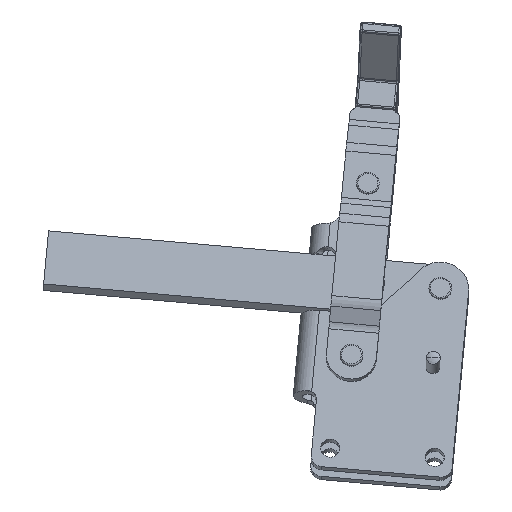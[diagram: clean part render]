
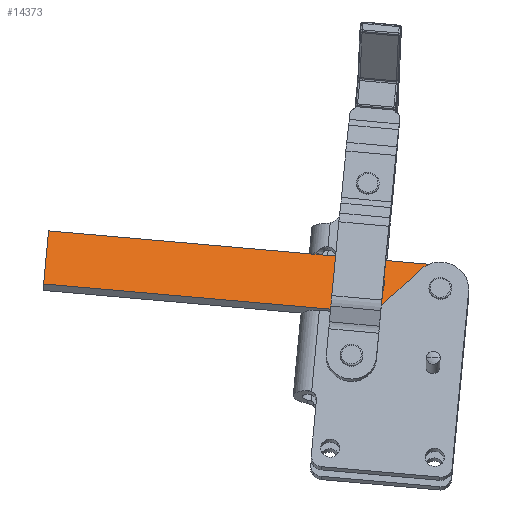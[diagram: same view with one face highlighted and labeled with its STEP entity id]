
A CAD part, front view. The second image highlights one B-rep face of the part: STEP entity #14373.
In plain terms, the highlighted planar face has unit normal (0.016, -0.935, 0.354).
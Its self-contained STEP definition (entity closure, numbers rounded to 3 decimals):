
#2576=CARTESIAN_POINT('',(-51.697,-30.45,117.78));
#2577=VERTEX_POINT('',#2576);
#2584=CARTESIAN_POINT('',(-61.625,-31.875,114.461));
#2585=VERTEX_POINT('',#2584);
#2586=CARTESIAN_POINT('',(-52.792,-34.881,106.143));
#2587=DIRECTION('',(-0.016,0.935,-0.355));
#2588=DIRECTION('',(0.996,-0.016,-0.088));
#2589=AXIS2_PLACEMENT_3D('',#2586,#2587,#2588);
#2590=CIRCLE('',#2589,12.5);
#2591=EDGE_CURVE('',#2585,#2577,#2590,.T.);
#3148=CARTESIAN_POINT('',(-77.948,-37.898,99.303));
#3149=VERTEX_POINT('',#3148);
#3156=CARTESIAN_POINT('',(-81.385,-38.859,96.922));
#3157=VERTEX_POINT('',#3156);
#3158=CARTESIAN_POINT('',(-88.548,-34.292,109.285));
#3159=DIRECTION('',(-0.016,0.935,-0.355));
#3160=DIRECTION('',(0.342,-0.328,-0.881));
#3161=AXIS2_PLACEMENT_3D('',#3158,#3159,#3160);
#3162=CIRCLE('',#3161,15.);
#3163=EDGE_CURVE('',#3149,#3157,#3162,.T.);
#3620=CARTESIAN_POINT('',(-95.632,-37.339,101.563));
#3621=VERTEX_POINT('',#3620);
#3637=CARTESIAN_POINT('',(-99.359,-34.123,110.21));
#3638=VERTEX_POINT('',#3637);
#3645=CARTESIAN_POINT('',(-88.4,-34.294,109.272));
#3646=DIRECTION('',(-0.016,0.935,-0.355));
#3647=DIRECTION('',(0.657,0.277,0.701));
#3648=AXIS2_PLACEMENT_3D('',#3645,#3646,#3647);
#3649=CIRCLE('',#3648,11.);
#3650=EDGE_CURVE('',#3621,#3638,#3649,.T.);
#11727=CARTESIAN_POINT('',(-98.592,-29.677,121.9));
#11728=VERTEX_POINT('',#11727);
#11729=CARTESIAN_POINT('',(-80.86,-29.969,120.342));
#11730=VERTEX_POINT('',#11729);
#13133=CARTESIAN_POINT('',(-105.272,-29.582,122.447));
#13134=VERTEX_POINT('',#13133);
#13135=CARTESIAN_POINT('',(-109.132,-29.522,122.778));
#13136=VERTEX_POINT('',#13135);
#13137=CARTESIAN_POINT('',(-105.272,-29.582,122.447));
#13138=DIRECTION('',(-0.996,0.016,0.085));
#13139=VECTOR('',#13138,3.874);
#13140=LINE('',#13137,#13139);
#13141=EDGE_CURVE('',#13134,#13136,#13140,.T.);
#13200=CARTESIAN_POINT('',(-109.128,-29.503,122.826));
#13201=VERTEX_POINT('',#13200);
#13209=CARTESIAN_POINT('',(-109.132,-29.522,122.778));
#13210=DIRECTION('',(0.085,0.355,0.931));
#13211=VECTOR('',#13210,0.052);
#13212=LINE('',#13209,#13211);
#13213=EDGE_CURVE('',#13136,#13201,#13212,.T.);
#13868=CARTESIAN_POINT('',(-105.249,-29.567,122.485));
#13869=VERTEX_POINT('',#13868);
#13908=CARTESIAN_POINT('',(-105.249,-29.567,122.485));
#13909=CARTESIAN_POINT('',(-105.258,-29.573,122.472));
#13910=CARTESIAN_POINT('',(-105.265,-29.578,122.459));
#13911=CARTESIAN_POINT('',(-105.272,-29.582,122.447));
#13912=B_SPLINE_CURVE_WITH_KNOTS('',3,(#13908,#13909,#13910,#13911),.UNSPECIFIED.,.F.,.U.,(4,4),(0.458,0.471),.UNSPECIFIED.);
#13913=EDGE_CURVE('',#13869,#13134,#13912,.T.);
#14133=CARTESIAN_POINT('',(-98.421,-30.223,120.453));
#14134=VERTEX_POINT('',#14133);
#14135=CARTESIAN_POINT('',(-102.406,-30.161,120.794));
#14136=DIRECTION('',(0.016,-0.935,0.355));
#14137=DIRECTION('',(0.892,-0.147,-0.428));
#14138=AXIS2_PLACEMENT_3D('',#14135,#14136,#14137);
#14139=CIRCLE('',#14138,4.0);
#14140=EDGE_CURVE('',#14134,#11728,#14139,.T.);
#14158=CARTESIAN_POINT('',(-81.168,-31.249,116.98));
#14159=VERTEX_POINT('',#14158);
#14160=CARTESIAN_POINT('',(-88.4,-34.294,109.272));
#14161=DIRECTION('',(-0.016,0.935,-0.355));
#14162=DIRECTION('',(0.657,0.277,0.701));
#14163=AXIS2_PLACEMENT_3D('',#14160,#14161,#14162);
#14164=CIRCLE('',#14163,11.);
#14165=EDGE_CURVE('',#14159,#3621,#14164,.T.);
#14218=CARTESIAN_POINT('',(-99.359,-34.123,110.21));
#14219=DIRECTION('',(0.085,0.355,0.931));
#14220=VECTOR('',#14219,11.);
#14221=LINE('',#14218,#14220);
#14222=EDGE_CURVE('',#3638,#14134,#14221,.T.);
#14253=CARTESIAN_POINT('',(-80.86,-29.969,120.342));
#14254=DIRECTION('',(-0.085,-0.355,-0.931));
#14255=VECTOR('',#14254,3.61);
#14256=LINE('',#14253,#14255);
#14257=EDGE_CURVE('',#11730,#14159,#14256,.T.);
#14278=CARTESIAN_POINT('',(-224.507,-27.602,132.964));
#14279=VERTEX_POINT('',#14278);
#14286=CARTESIAN_POINT('',(-224.507,-27.602,132.964));
#14287=DIRECTION('',(0.996,-0.016,-0.088));
#14288=VECTOR('',#14287,115.84);
#14289=LINE('',#14286,#14288);
#14290=EDGE_CURVE('',#14279,#13201,#14289,.T.);
#14303=CARTESIAN_POINT('',(-105.249,-29.567,122.485));
#14304=DIRECTION('',(0.996,-0.016,-0.088));
#14305=VECTOR('',#14304,6.684);
#14306=LINE('',#14303,#14305);
#14307=EDGE_CURVE('',#13869,#11728,#14306,.T.);
#14310=CARTESIAN_POINT('',(-80.86,-29.969,120.342));
#14311=DIRECTION('',(0.996,-0.016,-0.088));
#14312=VECTOR('',#14311,29.28);
#14313=LINE('',#14310,#14312);
#14314=EDGE_CURVE('',#11730,#2577,#14313,.T.);
#14333=CARTESIAN_POINT('',(-135.459,-33.518,113.407));
#14334=DIRECTION('',(0.016,-0.935,0.355));
#14335=DIRECTION('',(0.996,-0.016,-0.088));
#14336=AXIS2_PLACEMENT_3D('',#14333,#14334,#14335);
#14337=PLANE('',#14336);
#14338=ORIENTED_EDGE('',*,*,#13913,.T.);
#14339=ORIENTED_EDGE('',*,*,#13141,.T.);
#14340=ORIENTED_EDGE('',*,*,#13213,.T.);
#14341=ORIENTED_EDGE('',*,*,#14290,.F.);
#14342=CARTESIAN_POINT('',(-226.698,-36.464,109.69));
#14343=VERTEX_POINT('',#14342);
#14344=CARTESIAN_POINT('',(-226.698,-36.464,109.69));
#14345=DIRECTION('',(0.088,0.354,0.931));
#14346=VECTOR('',#14345,25.);
#14347=LINE('',#14344,#14346);
#14348=EDGE_CURVE('',#14343,#14279,#14347,.T.);
#14349=ORIENTED_EDGE('',*,*,#14348,.F.);
#14350=CARTESIAN_POINT('',(-81.385,-38.859,96.922));
#14351=DIRECTION('',(-0.996,0.016,0.088));
#14352=VECTOR('',#14351,145.893);
#14353=LINE('',#14350,#14352);
#14354=EDGE_CURVE('',#3157,#14343,#14353,.T.);
#14355=ORIENTED_EDGE('',*,*,#14354,.F.);
#14356=ORIENTED_EDGE('',*,*,#3163,.F.);
#14357=CARTESIAN_POINT('',(-77.948,-37.898,99.303));
#14358=DIRECTION('',(0.707,0.261,0.657));
#14359=VECTOR('',#14358,23.075);
#14360=LINE('',#14357,#14359);
#14361=EDGE_CURVE('',#3149,#2585,#14360,.T.);
#14362=ORIENTED_EDGE('',*,*,#14361,.T.);
#14363=ORIENTED_EDGE('',*,*,#2591,.T.);
#14364=ORIENTED_EDGE('',*,*,#14314,.F.);
#14365=ORIENTED_EDGE('',*,*,#14257,.T.);
#14366=ORIENTED_EDGE('',*,*,#14165,.T.);
#14367=ORIENTED_EDGE('',*,*,#3650,.T.);
#14368=ORIENTED_EDGE('',*,*,#14222,.T.);
#14369=ORIENTED_EDGE('',*,*,#14140,.T.);
#14370=ORIENTED_EDGE('',*,*,#14307,.F.);
#14371=EDGE_LOOP('',(#14338,#14339,#14340,#14341,#14349,#14355,#14356,#14362,#14363,#14364,#14365,#14366,#14367,#14368,#14369,#14370));
#14372=FACE_OUTER_BOUND('',#14371,.T.);
#14373=ADVANCED_FACE('',(#14372),#14337,.T.);
